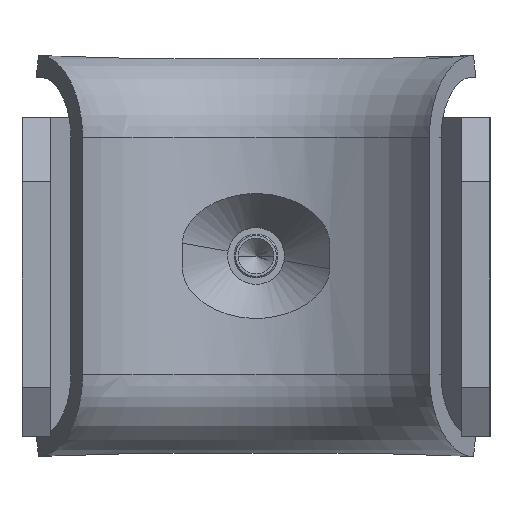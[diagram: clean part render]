
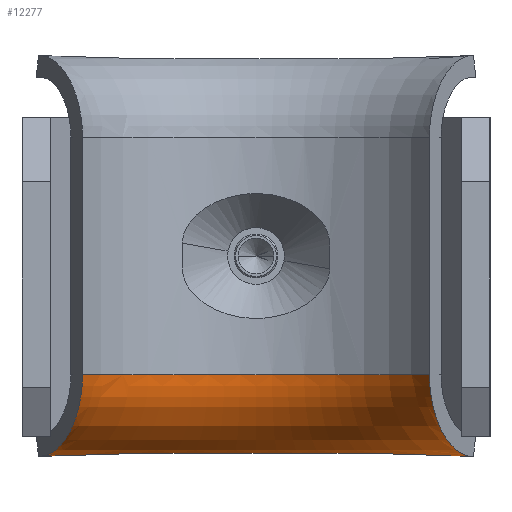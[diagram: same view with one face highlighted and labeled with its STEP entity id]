
A CAD part, front view. The second image highlights one B-rep face of the part: STEP entity #12277.
In plain terms, the highlighted toroidal (fillet/blend) face has major radius 19.75 mm and minor radius 5.75 mm.
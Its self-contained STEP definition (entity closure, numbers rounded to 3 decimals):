
#238 = CARTESIAN_POINT ( 'NONE',  ( 13.074, 4.999, -14.083 ) ) ;
#326 = CARTESIAN_POINT ( 'NONE',  ( -13.083, -0.386, -12.325 ) ) ;
#591 = CARTESIAN_POINT ( 'NONE',  ( 12.24, -1.972, -8.787 ) ) ;
#617 = VERTEX_POINT ( 'NONE', #12663 ) ;
#1112 = CARTESIAN_POINT ( 'NONE',  ( -10.821, 6.16, -13.98 ) ) ;
#1125 = CARTESIAN_POINT ( 'NONE',  ( -8.562, 7.312, -13.928 ) ) ;
#1177 = CARTESIAN_POINT ( 'NONE',  ( -12.597, -1.3, -11.076 ) ) ;
#1178 = CARTESIAN_POINT ( 'NONE',  ( -14.2, 4.417, -14.14 ) ) ;
#1291 = CARTESIAN_POINT ( 'NONE',  ( -12.234, -1.983, -8.381 ) ) ;
#1353 = CARTESIAN_POINT ( 'NONE',  ( -13.866, 1.086, -13.456 ) ) ;
#1421 = CARTESIAN_POINT ( 'NONE',  ( 12.425, -1.623, -10.351 ) ) ;
#1426 = EDGE_CURVE ( 'NONE', #5713, #3460, #11130, .T. ) ;
#1554 = CARTESIAN_POINT ( 'NONE',  ( 12.947, -0.642, -12.038 ) ) ;
#1685 = CARTESIAN_POINT ( 'NONE',  ( 14.954, 3.132, -14.145 ) ) ;
#1730 = VERTEX_POINT ( 'NONE', #1125 ) ;
#2047 = B_SPLINE_CURVE_WITH_KNOTS ( 'NONE', 3,
 ( #3192, #9343, #7208, #4354, #11181, #2205, #6223, #11751, #5477, #6667 ),
 .UNSPECIFIED., .F., .F.,
 ( 4, 2, 2, 2, 4 ),
 ( 0., 0.25, 0.5, 0.75, 1. ),
 .UNSPECIFIED. ) ;
#2156 = CARTESIAN_POINT ( 'NONE',  ( -14.58, 2.429, -14.018 ) ) ;
#2205 = CARTESIAN_POINT ( 'NONE',  ( 1.449, 9.35, -13.901 ) ) ;
#2223 = CARTESIAN_POINT ( 'NONE',  ( -12.281, -1.893, -9.389 ) ) ;
#2619 = AXIS2_PLACEMENT_3D ( 'NONE', #5671, #2845, #11882 ) ;
#2845 = DIRECTION ( 'NONE',  ( 0., 0., 1. ) ) ;
#3176 = CARTESIAN_POINT ( 'NONE',  ( 9.693, 6.74, -13.935 ) ) ;
#3192 = CARTESIAN_POINT ( 'NONE',  ( -8.562, 7.312, -13.928 ) ) ;
#3206 = CARTESIAN_POINT ( 'NONE',  ( -12.24, -1.972, -8.787 ) ) ;
#3460 = VERTEX_POINT ( 'NONE', #12274 ) ;
#3605 = CARTESIAN_POINT ( 'NONE',  ( 12.234, -1.983, -8.381 ) ) ;
#3647 = ORIENTED_EDGE ( 'NONE', *, *, #1426, .F. ) ;
#3658 = B_SPLINE_CURVE_WITH_KNOTS ( 'NONE', 3,
 ( #1291, #11255, #3206, #4248, #2223, #7223, #9297, #8324, #7286, #1177, #8260, #10147, #326, #8200, #8381, #1353, #8139, #2156, #9178, #10265 ),
 .UNSPECIFIED., .F., .F.,
 ( 4, 2, 2, 2, 2, 2, 2, 2, 2, 4 ),
 ( 0.037, 0.037, 0.038, 0.038, 0.039, 0.04, 0.041, 0.043, 0.044, 0.046 ),
 .UNSPECIFIED. ) ;
#4248 = CARTESIAN_POINT ( 'NONE',  ( -12.264, -1.927, -9.19 ) ) ;
#4354 = CARTESIAN_POINT ( 'NONE',  ( -2.91, 9.184, -13.903 ) ) ;
#4401 = EDGE_CURVE ( 'NONE', #617, #5713, #11147, .T. ) ;
#4423 = AXIS2_PLACEMENT_3D ( 'NONE', #7940, #8784, #12682 ) ;
#4513 = CARTESIAN_POINT ( 'NONE',  ( 15.335, 3.85, -14.129 ) ) ;
#5193 = CARTESIAN_POINT ( 'NONE',  ( -15.335, 3.85, -14.129 ) ) ;
#5402 = CARTESIAN_POINT ( 'NONE',  ( 8.562, 7.312, -13.928 ) ) ;
#5442 = CARTESIAN_POINT ( 'NONE',  ( 14.038, 1.411, -13.62 ) ) ;
#5477 = CARTESIAN_POINT ( 'NONE',  ( 7.209, 7.994, -13.919 ) ) ;
#5482 = CIRCLE ( 'NONE', #4423, 14. ) ;
#5509 = CARTESIAN_POINT ( 'NONE',  ( 12.465, -1.548, -10.537 ) ) ;
#5671 = CARTESIAN_POINT ( 'NONE',  ( 0., -8.791, -8.381 ) ) ;
#5713 = VERTEX_POINT ( 'NONE', #10793 ) ;
#6090 = ORIENTED_EDGE ( 'NONE', *, *, #9781, .F. ) ;
#6114 = CARTESIAN_POINT ( 'NONE',  ( -8.562, 7.312, -13.928 ) ) ;
#6204 = CARTESIAN_POINT ( 'NONE',  ( 15.335, 3.85, -14.129 ) ) ;
#6223 = CARTESIAN_POINT ( 'NONE',  ( 2.912, 9.184, -13.903 ) ) ;
#6323 = VERTEX_POINT ( 'NONE', #7822 ) ;
#6559 = CARTESIAN_POINT ( 'NONE',  ( 14.58, 2.429, -14.018 ) ) ;
#6627 = EDGE_CURVE ( 'NONE', #617, #6323, #5482, .T. ) ;
#6667 = CARTESIAN_POINT ( 'NONE',  ( 8.562, 7.312, -13.928 ) ) ;
#6698 = CARTESIAN_POINT ( 'NONE',  ( 13.379, 0.17, -12.841 ) ) ;
#7208 = CARTESIAN_POINT ( 'NONE',  ( -5.791, 8.507, -13.912 ) ) ;
#7223 = CARTESIAN_POINT ( 'NONE',  ( -12.328, -1.806, -9.78 ) ) ;
#7253 = CARTESIAN_POINT ( 'NONE',  ( 10.82, 6.16, -13.98 ) ) ;
#7286 = CARTESIAN_POINT ( 'NONE',  ( -12.465, -1.548, -10.537 ) ) ;
#7363 = ORIENTED_EDGE ( 'NONE', *, *, #7465, .T. ) ;
#7465 = EDGE_CURVE ( 'NONE', #6323, #11283, #3658, .T. ) ;
#7473 = CARTESIAN_POINT ( 'NONE',  ( -15.335, 3.85, -14.129 ) ) ;
#7481 = CARTESIAN_POINT ( 'NONE',  ( 12.328, -1.806, -9.78 ) ) ;
#7676 = CARTESIAN_POINT ( 'NONE',  ( 12.703, -1.101, -11.411 ) ) ;
#7822 = CARTESIAN_POINT ( 'NONE',  ( -12.234, -1.983, -8.381 ) ) ;
#7940 = CARTESIAN_POINT ( 'NONE',  ( 0., -8.791, -8.381 ) ) ;
#8139 = CARTESIAN_POINT ( 'NONE',  ( -14.038, 1.411, -13.62 ) ) ;
#8200 = CARTESIAN_POINT ( 'NONE',  ( -13.379, 0.17, -12.841 ) ) ;
#8260 = CARTESIAN_POINT ( 'NONE',  ( -12.703, -1.101, -11.411 ) ) ;
#8296 = TOROIDAL_SURFACE ( 'NONE', #2619, 19.75, 5.75 ) ;
#8324 = CARTESIAN_POINT ( 'NONE',  ( -12.425, -1.623, -10.351 ) ) ;
#8381 = CARTESIAN_POINT ( 'NONE',  ( -13.536, 0.467, -13.067 ) ) ;
#8784 = DIRECTION ( 'NONE',  ( 0., 0., 1. ) ) ;
#8946 = FACE_OUTER_BOUND ( 'NONE', #11424, .T. ) ;
#9178 = CARTESIAN_POINT ( 'NONE',  ( -14.954, 3.132, -14.145 ) ) ;
#9179 = CARTESIAN_POINT ( 'NONE',  ( -9.694, 6.74, -13.935 ) ) ;
#9238 = EDGE_CURVE ( 'NONE', #1730, #3460, #2047, .T. ) ;
#9297 = CARTESIAN_POINT ( 'NONE',  ( -12.357, -1.752, -9.972 ) ) ;
#9343 = CARTESIAN_POINT ( 'NONE',  ( -7.209, 7.995, -13.919 ) ) ;
#9497 = CARTESIAN_POINT ( 'NONE',  ( 12.597, -1.3, -11.076 ) ) ;
#9626 = CARTESIAN_POINT ( 'NONE',  ( 13.536, 0.467, -13.067 ) ) ;
#9781 = EDGE_CURVE ( 'NONE', #1730, #11283, #11246, .T. ) ;
#9817 = ORIENTED_EDGE ( 'NONE', *, *, #6627, .T. ) ;
#10147 = CARTESIAN_POINT ( 'NONE',  ( -12.947, -0.642, -12.038 ) ) ;
#10265 = CARTESIAN_POINT ( 'NONE',  ( -15.335, 3.85, -14.129 ) ) ;
#10464 = CARTESIAN_POINT ( 'NONE',  ( 12.281, -1.893, -9.389 ) ) ;
#10591 = ORIENTED_EDGE ( 'NONE', *, *, #4401, .F. ) ;
#10662 = CARTESIAN_POINT ( 'NONE',  ( 13.866, 1.086, -13.456 ) ) ;
#10793 = CARTESIAN_POINT ( 'NONE',  ( 15.335, 3.85, -14.129 ) ) ;
#11130 = B_SPLINE_CURVE_WITH_KNOTS ( 'NONE', 3,
 ( #6204, #11339, #238, #7253, #3176, #5402 ),
 .UNSPECIFIED., .F., .F.,
 ( 4, 2, 4 ),
 ( 0.009, 0.013, 0.017 ),
 .UNSPECIFIED. ) ;
#11133 = CARTESIAN_POINT ( 'NONE',  ( -13.074, 4.998, -14.083 ) ) ;
#11147 = B_SPLINE_CURVE_WITH_KNOTS ( 'NONE', 3,
 ( #3605, #12618, #591, #11650, #10464, #7481, #11384, #1421, #5509, #9497, #7676, #1554, #12424, #6698, #9626, #10662, #5442, #6559, #1685, #4513 ),
 .UNSPECIFIED., .F., .F.,
 ( 4, 2, 2, 2, 2, 2, 2, 2, 2, 4 ),
 ( 0.037, 0.037, 0.038, 0.038, 0.039, 0.04, 0.041, 0.043, 0.044, 0.046 ),
 .UNSPECIFIED. ) ;
#11181 = CARTESIAN_POINT ( 'NONE',  ( -1.446, 9.35, -13.901 ) ) ;
#11246 = B_SPLINE_CURVE_WITH_KNOTS ( 'NONE', 3,
 ( #6114, #9179, #1112, #11133, #1178, #5193 ),
 .UNSPECIFIED., .F., .F.,
 ( 4, 2, 4 ),
 ( 0.013, 0.017, 0.021 ),
 .UNSPECIFIED. ) ;
#11255 = CARTESIAN_POINT ( 'NONE',  ( -12.234, -1.983, -8.582 ) ) ;
#11283 = VERTEX_POINT ( 'NONE', #7473 ) ;
#11299 = ORIENTED_EDGE ( 'NONE', *, *, #9238, .T. ) ;
#11339 = CARTESIAN_POINT ( 'NONE',  ( 14.2, 4.417, -14.14 ) ) ;
#11384 = CARTESIAN_POINT ( 'NONE',  ( 12.357, -1.752, -9.972 ) ) ;
#11424 = EDGE_LOOP ( 'NONE', ( #11299, #3647, #10591, #9817, #7363, #6090 ) ) ;
#11650 = CARTESIAN_POINT ( 'NONE',  ( 12.264, -1.927, -9.19 ) ) ;
#11751 = CARTESIAN_POINT ( 'NONE',  ( 5.792, 8.506, -13.912 ) ) ;
#11882 = DIRECTION ( 'NONE',  ( 1., 0., 0. ) ) ;
#12274 = CARTESIAN_POINT ( 'NONE',  ( 8.562, 7.312, -13.928 ) ) ;
#12277 = ADVANCED_FACE ( 'NONE', ( #8946 ), #8296, .T. ) ;
#12424 = CARTESIAN_POINT ( 'NONE',  ( 13.083, -0.386, -12.325 ) ) ;
#12618 = CARTESIAN_POINT ( 'NONE',  ( 12.234, -1.983, -8.582 ) ) ;
#12663 = CARTESIAN_POINT ( 'NONE',  ( 12.234, -1.983, -8.381 ) ) ;
#12682 = DIRECTION ( 'NONE',  ( 1., 0., 0. ) ) ;
